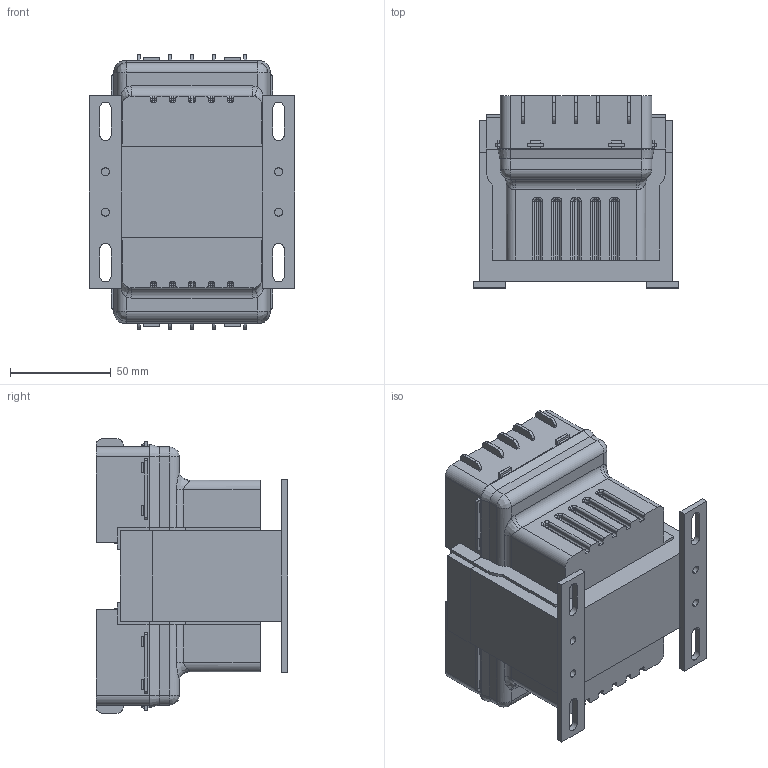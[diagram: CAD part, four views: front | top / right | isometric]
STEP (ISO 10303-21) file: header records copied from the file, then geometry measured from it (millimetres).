
FILE_DESCRIPTION (( 'STEP AP214' ), '1' );
FILE_NAME ('PH150MGJ.step', '2017-08-15T17:48:23', ( '' ), ( '' ), 'SwSTEP 2.0', 'SolidWorks 2017', '' );
FILE_SCHEMA (( 'AUTOMOTIVE_DESIGN' ));
Length unit declared in the file: inch
Products named in the file (1): PH150MGJ
Bounding box: 101.6 x 95 x 135.9 mm (x, y, z)
Volume: 759636.8 mm3; surface area: 116597.5 mm2
Topology: 8 solids, 8 shells, 596 faces, 1584 edges, 988 vertices
Faces by surface type: plane 380, cylinder 154, bspline 58, cone 4
Entity records: 19726 total; most frequent: CARTESIAN_POINT 5042, ORIENTED_EDGE 3120, DIRECTION 2868, EDGE_CURVE 1560, VECTOR 1182, LINE 1182, VERTEX_POINT 988, AXIS2_PLACEMENT_3D 843
